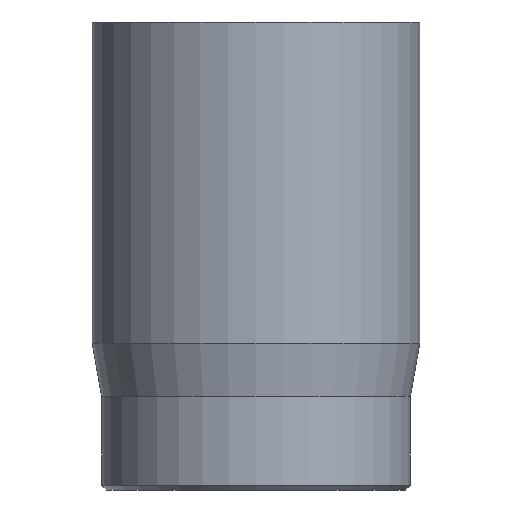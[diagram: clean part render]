
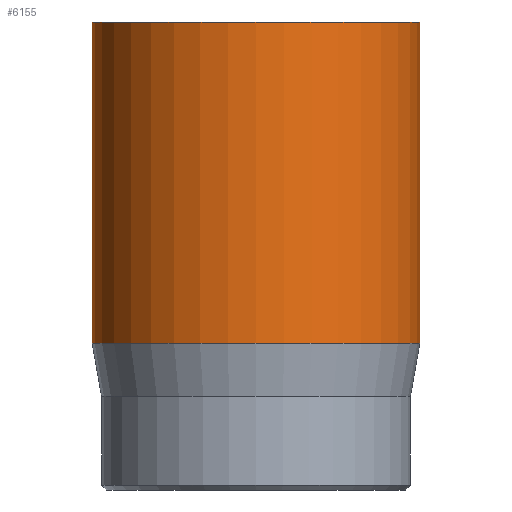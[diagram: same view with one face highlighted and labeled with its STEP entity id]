
A CAD part, front view. The second image highlights one B-rep face of the part: STEP entity #6155.
In plain terms, the highlighted cylindrical face has radius 1.75 mm (diameter 3.5 mm), a full revolution.
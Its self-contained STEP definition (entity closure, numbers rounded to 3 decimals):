
#798=CYLINDRICAL_SURFACE('',#6380,1.75);
#1081=FACE_OUTER_BOUND('',#1442,.T.);
#1442=EDGE_LOOP('',(#5566,#5567,#5568,#5569,#5570));
#1903=LINE('',#11193,#2384);
#2384=VECTOR('',#7051,1.75);
#2471=CIRCLE('',#6363,1.75);
#2477=CIRCLE('',#6378,1.75);
#2478=CIRCLE('',#6379,1.75);
#2999=VERTEX_POINT('',#11163);
#3005=VERTEX_POINT('',#11187);
#3006=VERTEX_POINT('',#11188);
#3866=EDGE_CURVE('',#2999,#2999,#2471,.T.);
#3875=EDGE_CURVE('',#3005,#3006,#2477,.T.);
#3876=EDGE_CURVE('',#3006,#3005,#2478,.T.);
#3878=EDGE_CURVE('',#2999,#3005,#1903,.T.);
#5566=ORIENTED_EDGE('',*,*,#3866,.T.);
#5567=ORIENTED_EDGE('',*,*,#3878,.T.);
#5568=ORIENTED_EDGE('',*,*,#3875,.T.);
#5569=ORIENTED_EDGE('',*,*,#3876,.T.);
#5570=ORIENTED_EDGE('',*,*,#3878,.F.);
#6155=ADVANCED_FACE('',(#1081),#798,.T.);
#6363=AXIS2_PLACEMENT_3D('',#11164,#7011,#7012);
#6378=AXIS2_PLACEMENT_3D('',#11189,#7044,#7045);
#6379=AXIS2_PLACEMENT_3D('',#11190,#7046,#7047);
#6380=AXIS2_PLACEMENT_3D('',#11192,#7049,#7050);
#7011=DIRECTION('center_axis',(0.,0.,-1.));
#7012=DIRECTION('ref_axis',(-1.,0.,0.));
#7044=DIRECTION('center_axis',(0.,0.,1.));
#7045=DIRECTION('ref_axis',(-1.,0.,0.));
#7046=DIRECTION('center_axis',(0.,0.,1.));
#7047=DIRECTION('ref_axis',(-1.,0.,0.));
#7049=DIRECTION('center_axis',(0.,0.,1.));
#7050=DIRECTION('ref_axis',(-1.,0.,0.));
#7051=DIRECTION('',(0.,0.,-1.));
#11163=CARTESIAN_POINT('',(1.75,0.,5.));
#11164=CARTESIAN_POINT('Origin',(0.,0.,5.));
#11187=CARTESIAN_POINT('',(1.75,0.,1.567));
#11188=CARTESIAN_POINT('',(-1.75,0.,1.567));
#11189=CARTESIAN_POINT('Origin',(0.,0.,1.567));
#11190=CARTESIAN_POINT('Origin',(0.,0.,1.567));
#11192=CARTESIAN_POINT('Origin',(0.,0.,0.));
#11193=CARTESIAN_POINT('',(1.75,0.,0.));
